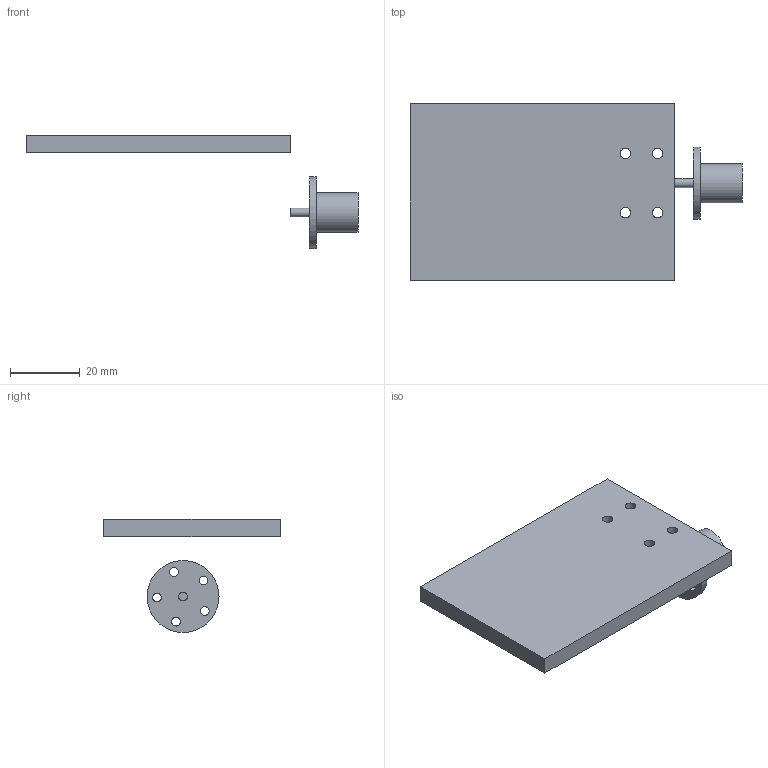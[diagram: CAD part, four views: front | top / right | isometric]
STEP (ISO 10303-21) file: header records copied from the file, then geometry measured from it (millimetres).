
FILE_DESCRIPTION(/* description */ (''),/* implementation_level */ '2;1');
FILE_NAME(/* name */ '3.step',/* time_stamp */ '2019-01-03T20:55:44+05:00',/* author */ ('mufadal89'),/* organization */ (''),/* preprocessor_version */ 'ST-DEVELOPER v17.2',/* originating_system */ 'Autodesk Translation Framework v7.6.0.251',/* authorisation */ '');
FILE_SCHEMA (('AUTOMOTIVE_DESIGN { 1 0 10303 214 3 1 1 }'));
Length unit declared in the file: millimetre
Products named in the file (3): FOR SHEET METAL COURSE 3; Motor; platform
Assembly tree (2 placements, depth 2):
  FOR SHEET METAL COURSE 3
    Motor
    platform
Bounding box: 95.36 x 50.63 x 32.47 mm (x, y, z)
Volume: 20974.5 mm3; surface area: 10379.2 mm2
Topology: 2 solids, 2 shells, 22 faces, 48 edges, 32 vertices
Faces by surface type: cylinder 12, plane 10
Full cylindrical faces by diameter (mm): 2.5 x6, 3 x4, 11.315 x1, 20.655 x1
Entity records: 760 total; most frequent: DIRECTION 128, CARTESIAN_POINT 108, ORIENTED_EDGE 96, AXIS2_PLACEMENT_3D 52, EDGE_CURVE 48, EDGE_LOOP 42, VERTEX_POINT 32, LINE 24
